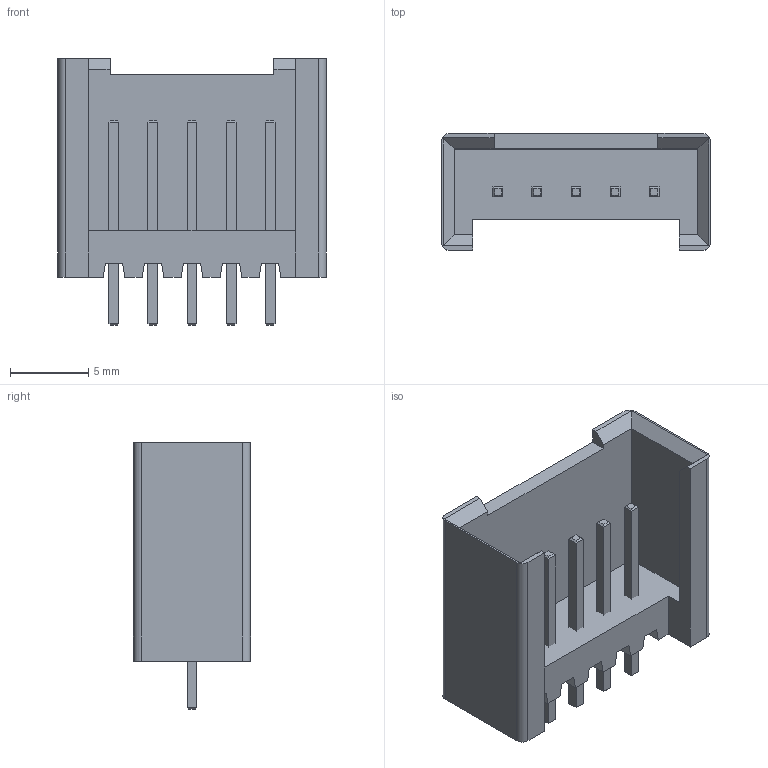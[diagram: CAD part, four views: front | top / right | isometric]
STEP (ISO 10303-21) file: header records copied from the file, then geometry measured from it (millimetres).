
FILE_DESCRIPTION(/* description */ ('model of Stocko_MKS_1655-6-0-505_1x5_P2.50mm_Vertical'),/* implementation_level */ '2;1');
FILE_NAME(/* name */ 'Stocko_MKS_1655-6-0-505_1x5_P2.50mm_Vertical.step',/* time_stamp */ '2019-03-17T13:47:39',/* author */ ('kicad StepUp','ksu'),/* organization */ ('FreeCAD'),/* preprocessor_version */ 'OCC',/* originating_system */ 'kicad StepUp',/* authorisation */ '');
FILE_SCHEMA(('AUTOMOTIVE_DESIGN { 1 0 10303 214 1 1 1 1 }'));
Length unit declared in the file: millimetre
Products named in the file (2): Stocko_MKS_1655; Shape0_00472509831959
Bounding box: 17.2 x 7.5 x 17.1 mm (x, y, z)
Volume: 615.1 mm3; surface area: 1266.2 mm2
Topology: 6 solids, 6 shells, 120 faces, 280 edges, 172 vertices
Faces by surface type: plane 116, cylinder 4
Entity records: 6944 total; most frequent: CARTESIAN_POINT 1215, DIRECTION 1018, LINE 754, VECTOR 754, ORIENTED_EDGE 560, PCURVE 560, DEFINITIONAL_REPRESENTATION 560, EDGE_CURVE 280
